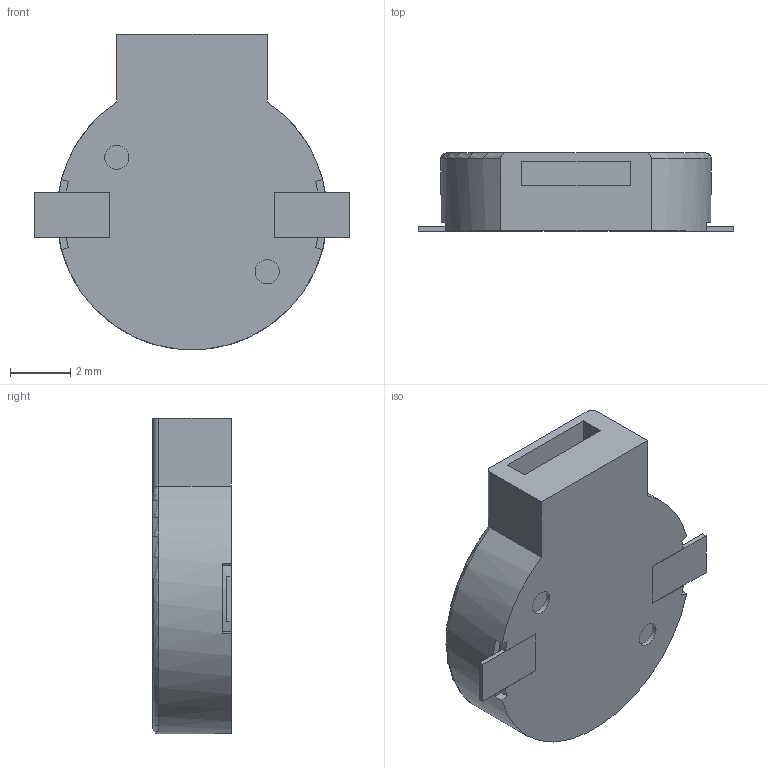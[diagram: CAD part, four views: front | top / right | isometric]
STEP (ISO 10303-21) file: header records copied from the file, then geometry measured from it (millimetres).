
FILE_DESCRIPTION (( 'STEP AP214' ), '1' );
FILE_NAME ('CUI_DEVICES_CMT-0926-86-SMT-TR.step', '2019-10-20T21:42:10', ( '' ), ( '' ), 'SwSTEP 2.0', 'SolidWorks 2019', '' );
FILE_SCHEMA (( 'AUTOMOTIVE_DESIGN' ));
Length unit declared in the file: inch
Products named in the file (1): CUI_DEVICES_CMT-0926-86-SMT-TR
Bounding box: 10.5 x 2.6 x 10.5 mm (x, y, z)
Volume: 173.3 mm3; surface area: 290.2 mm2
Topology: 3 solids, 3 shells, 49 faces, 118 edges, 78 vertices
Faces by surface type: plane 38, cylinder 9, torus 2
Entity records: 1661 total; most frequent: CARTESIAN_POINT 256, DIRECTION 244, ORIENTED_EDGE 236, EDGE_CURVE 118, VECTOR 88, LINE 88, VERTEX_POINT 78, AXIS2_PLACEMENT_3D 78
